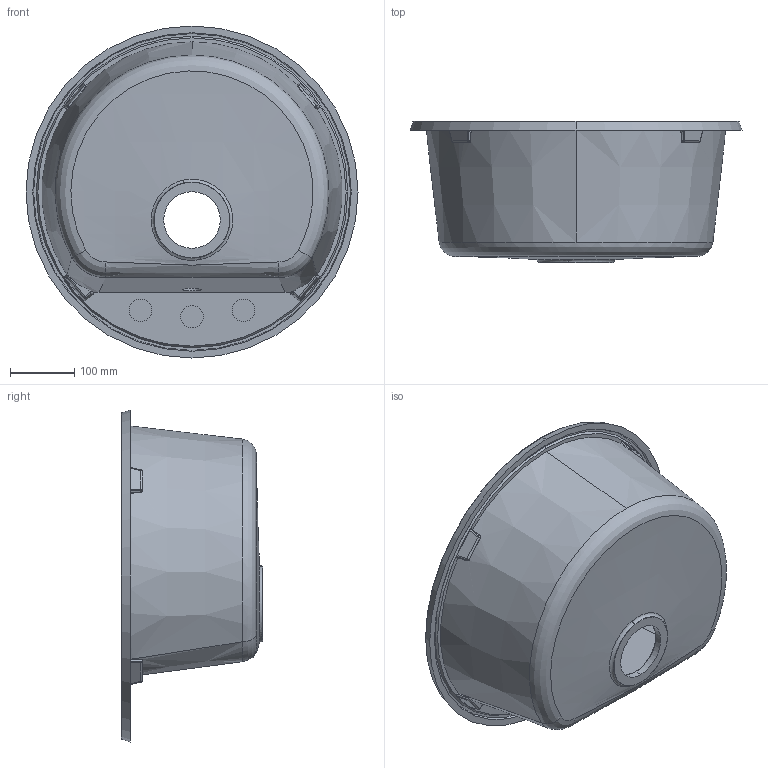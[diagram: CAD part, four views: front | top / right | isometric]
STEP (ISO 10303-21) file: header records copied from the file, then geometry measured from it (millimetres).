
FILE_DESCRIPTION (( 'STEP AP214' ), '1' );
FILE_NAME ('Malibu.STEP', '2019-03-13T09:02:48', ( '' ), ( '' ), 'SwSTEP 2.0', 'SolidWorks 2018', '' );
FILE_SCHEMA (( 'AUTOMOTIVE_DESIGN' ));
Length unit declared in the file: millimetre
Products named in the file (2): Malibu
Bounding box: 516.1 x 220 x 516.1 mm (x, y, z)
Volume: 4293599.7 mm3; surface area: 878904.2 mm2
Topology: 1 solids, 1 shells, 120 faces, 289 edges, 175 vertices
Faces by surface type: cylinder 36, plane 30, bspline 20, cone 16, torus 12, sphere 6
Entity records: 10619 total; most frequent: CARTESIAN_POINT 8018, ORIENTED_EDGE 566, DIRECTION 500, EDGE_CURVE 283, AXIS2_PLACEMENT_3D 206, VERTEX_POINT 175, EDGE_LOOP 134, FACE_OUTER_BOUND 120
